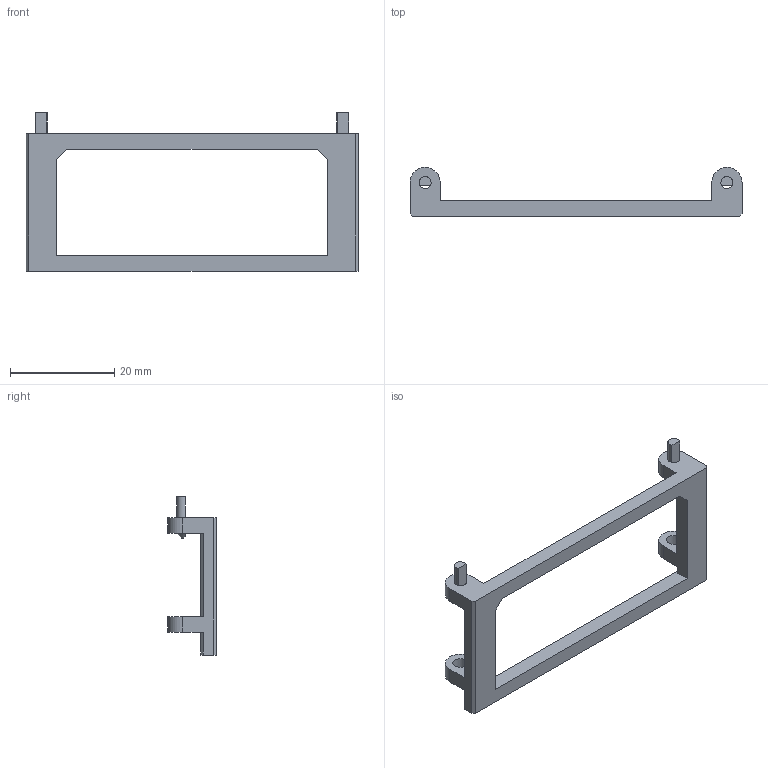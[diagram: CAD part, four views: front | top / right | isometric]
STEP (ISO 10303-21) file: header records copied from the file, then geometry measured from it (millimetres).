
FILE_DESCRIPTION(/* description */ (''),/* implementation_level */ '2;1');
FILE_NAME(/* name */ 'Raspberry PI Bracket.step',/* time_stamp */ '2025-04-26T00:02:01+02:00',/* author */ (''),/* organization */ (''),/* preprocessor_version */ 'ST-DEVELOPER v20.1',/* originating_system */ 'Autodesk Translation Framework v14.4.0.0',/* authorisation */ '');
FILE_SCHEMA (('AUTOMOTIVE_DESIGN { 1 0 10303 214 3 1 1 }'));
Length unit declared in the file: millimetre
Products named in the file (1): Abstandshalter Shield
Bounding box: 63.8 x 9.4 x 30.4 mm (x, y, z)
Volume: 2241.5 mm3; surface area: 2742.9 mm2
Topology: 3 solids, 3 shells, 48 faces, 129 edges, 86 vertices
Faces by surface type: plane 36, cylinder 10, cone 2
Full cylindrical faces by diameter (mm): 2.3 x2, 2.9 x2
Entity records: 1552 total; most frequent: CARTESIAN_POINT 274, ORIENTED_EDGE 258, DIRECTION 249, EDGE_CURVE 129, LINE 103, VECTOR 103, VERTEX_POINT 86, AXIS2_PLACEMENT_3D 73
